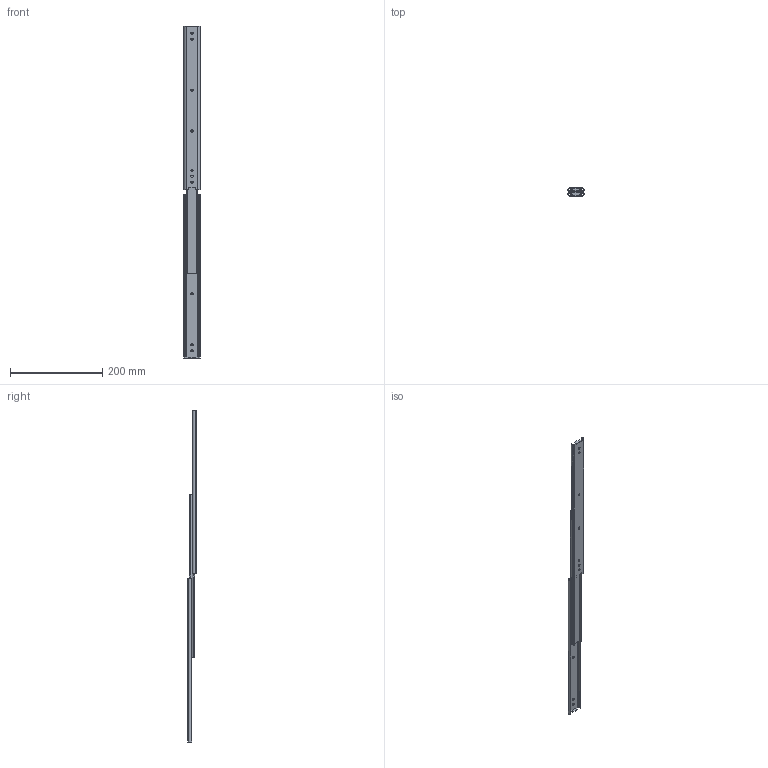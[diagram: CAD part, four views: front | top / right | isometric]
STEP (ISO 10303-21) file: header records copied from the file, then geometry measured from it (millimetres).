
FILE_DESCRIPTION (( 'STEP AP214' ), '1' );
FILE_NAME ('telescopic-3560-350-Rollco.step', '2023-11-07T13:12:20', ( '' ), ( '' ), 'SwSTEP 2.0', 'SolidWorks 2010', '' );
FILE_SCHEMA (( 'AUTOMOTIVE_DESIGN' ));
Length unit declared in the file: millimetre
Products named in the file (3): inner-profile-3560-350-Rollco_inner-profile-3560-350-rollco; outer-profile-3560-350-Rollco_outer-profile-3560-350-rollco; telescopic-3560-350-Rollco
Assembly tree (4 placements, depth 2):
  telescopic-3560-350-Rollco
    inner-profile-3560-350-Rollco_inner-profile-3560-350-rollco  x2
    outer-profile-3560-350-Rollco_outer-profile-3560-350-rollco  x2
Bounding box: 35.03 x 19.56 x 721.6 mm (x, y, z)
Volume: 89283.2 mm3; surface area: 115658.8 mm2
Topology: 4 solids, 4 shells, 168 faces, 476 edges, 316 vertices
Faces by surface type: plane 102, cylinder 66
Entity records: 2886 total; most frequent: CARTESIAN_POINT 487, DIRECTION 486, ORIENTED_EDGE 476, EDGE_CURVE 238, LINE 172, VECTOR 172, VERTEX_POINT 158, AXIS2_PLACEMENT_3D 157
